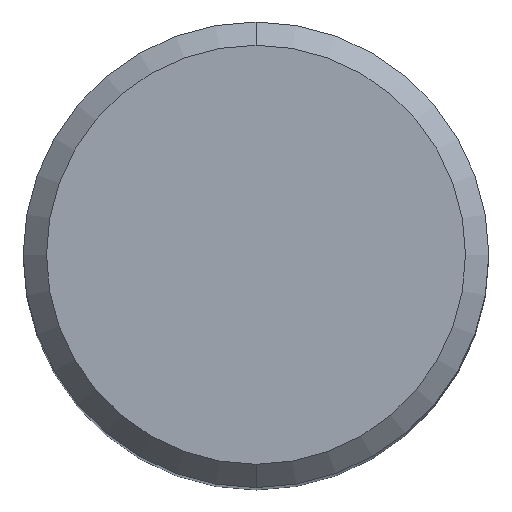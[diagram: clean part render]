
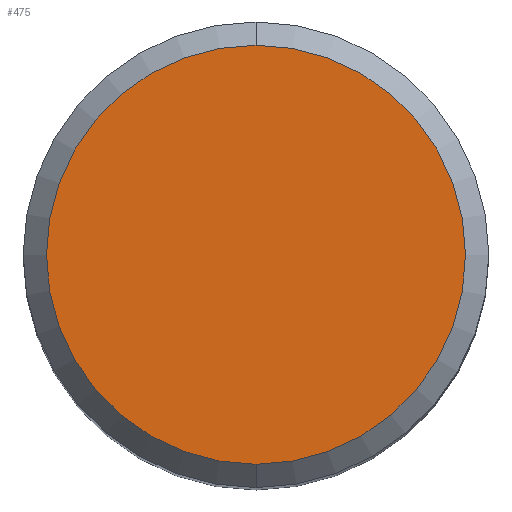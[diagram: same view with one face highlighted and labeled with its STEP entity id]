
A CAD part, top view. The second image highlights one B-rep face of the part: STEP entity #475.
In plain terms, the highlighted planar face has unit normal (0, 0, 1).
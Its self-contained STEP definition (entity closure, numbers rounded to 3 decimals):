
#417=VERTEX_POINT('',#915);
#463=EDGE_CURVE('',#669,#417,#962,.T.);
#475=ADVANCED_FACE('',(#976),#977,.T.);
#651=EDGE_CURVE('',#417,#669,#1171,.T.);
#669=VERTEX_POINT('',#1193);
#915=CARTESIAN_POINT('',(0.0,7.2,0.0));
#962=CIRCLE('',#1960,7.2);
#976=FACE_OUTER_BOUND('',#2043,.T.);
#977=PLANE('',#2044);
#1171=CIRCLE('',#4494,7.2);
#1193=CARTESIAN_POINT('',(0.,-7.2,0.0));
#1960=AXIS2_PLACEMENT_3D('',#5258,#5259,#5260);
#2043=EDGE_LOOP('',(#5282,#5283));
#2044=AXIS2_PLACEMENT_3D('',#5284,#5285,#5286);
#4494=AXIS2_PLACEMENT_3D('',#5509,#5510,#5511);
#5258=CARTESIAN_POINT('',(0.0,0.0,0.0));
#5259=DIRECTION('',(0.0,0.0,-1.0));
#5260=DIRECTION('',(0.0,1.0,0.0));
#5282=ORIENTED_EDGE('',*,*,#651,.F.);
#5283=ORIENTED_EDGE('',*,*,#463,.F.);
#5284=CARTESIAN_POINT('',(0.0,3.6,0.0));
#5285=DIRECTION('',(-0.0,0.0,1.0));
#5286=DIRECTION('',(0.0,-1.0,0.0));
#5509=CARTESIAN_POINT('',(0.0,0.0,0.0));
#5510=DIRECTION('',(0.0,0.0,-1.0));
#5511=DIRECTION('',(0.0,1.0,0.0));
